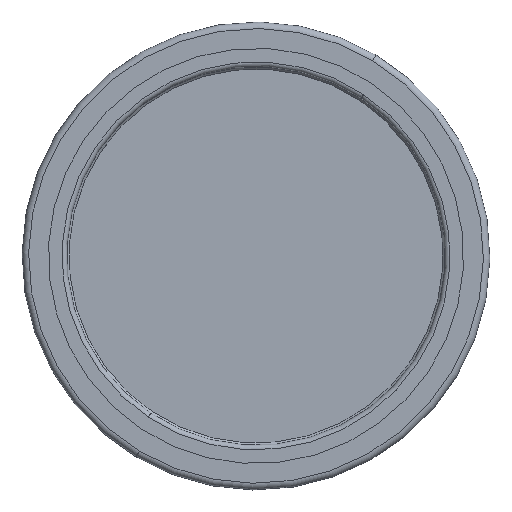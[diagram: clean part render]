
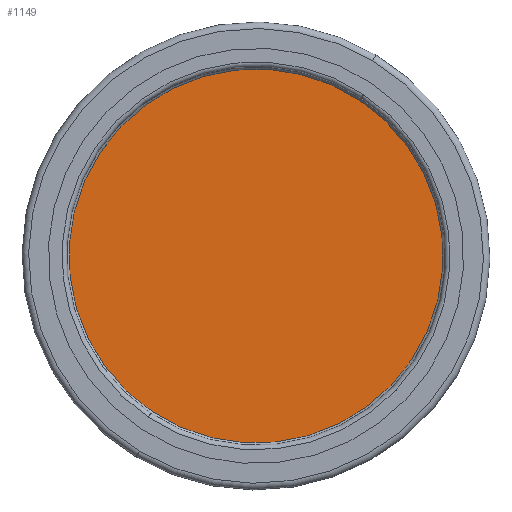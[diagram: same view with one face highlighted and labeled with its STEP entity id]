
A CAD part, top view. The second image highlights one B-rep face of the part: STEP entity #1149.
In plain terms, the highlighted planar face has unit normal (0, 0, 1).
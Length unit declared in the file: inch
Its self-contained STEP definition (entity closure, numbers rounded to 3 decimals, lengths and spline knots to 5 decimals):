
#197 = DIRECTION ( 'NONE',  ( 0., 0., 1. ) ) ;
#258 = PLANE ( 'NONE',  #391 ) ;
#301 = DIRECTION ( 'NONE',  ( 1., 0., 0. ) ) ;
#346 = CARTESIAN_POINT ( 'NONE',  ( 0., 0., 0.094 ) ) ;
#391 = AXIS2_PLACEMENT_3D ( 'NONE', #346, #197, #301 ) ;
#444 = CIRCLE ( 'NONE', #514, 0.9995 ) ;
#514 = AXIS2_PLACEMENT_3D ( 'NONE', #970, #1013, #1007 ) ;
#519 = AXIS2_PLACEMENT_3D ( 'NONE', #1045, #1042, #1040 ) ;
#538 = CIRCLE ( 'NONE', #519, 0.9995 ) ;
#656 = CARTESIAN_POINT ( 'NONE',  ( -0.55523, -0.83109, 0.094 ) ) ;
#668 = CARTESIAN_POINT ( 'NONE',  ( 0.55523, 0.83109, 0.094 ) ) ;
#715 = EDGE_LOOP ( 'NONE', ( #797, #892 ) ) ;
#782 = VERTEX_POINT ( 'NONE', #668 ) ;
#792 = VERTEX_POINT ( 'NONE', #656 ) ;
#797 = ORIENTED_EDGE ( 'NONE', *, *, #1112, .F. ) ;
#892 = ORIENTED_EDGE ( 'NONE', *, *, #1115, .F. ) ;
#951 = FACE_OUTER_BOUND ( 'NONE', #715, .T. ) ;
#970 = CARTESIAN_POINT ( 'NONE',  ( 0., 0., 0.094 ) ) ;
#1007 = DIRECTION ( 'NONE',  ( 1., 0., 0. ) ) ;
#1013 = DIRECTION ( 'NONE',  ( 0., 0., -1. ) ) ;
#1040 = DIRECTION ( 'NONE',  ( 1., 0., 0. ) ) ;
#1042 = DIRECTION ( 'NONE',  ( 0., 0., -1. ) ) ;
#1045 = CARTESIAN_POINT ( 'NONE',  ( 0., 0., 0.094 ) ) ;
#1112 = EDGE_CURVE ( 'NONE', #792, #782, #538, .T. ) ;
#1115 = EDGE_CURVE ( 'NONE', #782, #792, #444, .T. ) ;
#1149 = ADVANCED_FACE ( 'NONE', ( #951 ), #258, .T. ) ;
